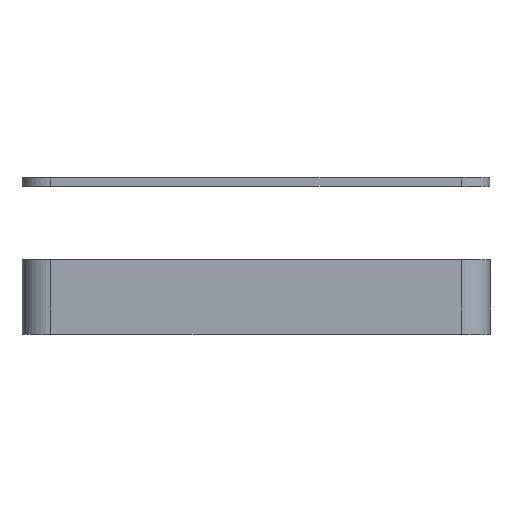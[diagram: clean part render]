
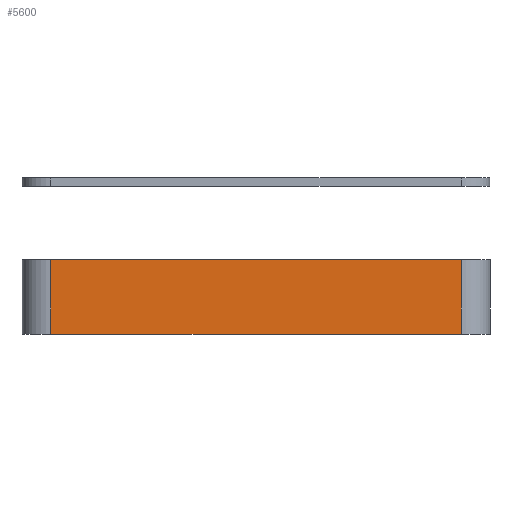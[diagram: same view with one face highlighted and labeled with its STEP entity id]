
A CAD part, left-side view. The second image highlights one B-rep face of the part: STEP entity #5600.
In plain terms, the highlighted planar face has unit normal (-1, 0, 0).
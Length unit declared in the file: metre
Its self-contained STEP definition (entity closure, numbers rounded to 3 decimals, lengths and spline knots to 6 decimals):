
#342=LINE('',#8323,#759);
#343=LINE('',#8326,#760);
#344=LINE('',#8328,#761);
#345=LINE('',#8330,#762);
#759=VECTOR('',#6801,1.);
#760=VECTOR('',#6802,1.);
#761=VECTOR('',#6803,1.);
#762=VECTOR('',#6804,1.);
#1167=PLANE('',#6116);
#1628=ORIENTED_EDGE('',*,*,#3100,.F.);
#1629=ORIENTED_EDGE('',*,*,#3101,.T.);
#1630=ORIENTED_EDGE('',*,*,#3102,.T.);
#1631=ORIENTED_EDGE('',*,*,#3103,.T.);
#3100=EDGE_CURVE('',#3887,#3888,#342,.T.);
#3101=EDGE_CURVE('',#3887,#3889,#343,.T.);
#3102=EDGE_CURVE('',#3889,#3890,#344,.T.);
#3103=EDGE_CURVE('',#3890,#3888,#345,.F.);
#3887=VERTEX_POINT('',#8324);
#3888=VERTEX_POINT('',#8325);
#3889=VERTEX_POINT('',#8327);
#3890=VERTEX_POINT('',#8329);
#4633=EDGE_LOOP('',(#1628,#1629,#1630,#1631));
#5142=FACE_BOUND('',#4633,.T.);
#5600=ADVANCED_FACE('',(#5142),#1167,.F.);
#6116=AXIS2_PLACEMENT_3D('',#8322,#6799,#6800);
#6799=DIRECTION('',(1.,0.,0.));
#6800=DIRECTION('',(0.,1.,0.));
#6801=DIRECTION('',(0.,-1.,0.));
#6802=DIRECTION('',(0.,0.,-1.));
#6803=DIRECTION('',(0.,-1.,0.));
#6804=DIRECTION('',(0.,0.,-1.));
#8322=CARTESIAN_POINT('',(-0.040956,0.,0.013));
#8323=CARTESIAN_POINT('',(-0.040956,0.,0.013));
#8324=CARTESIAN_POINT('',(-0.040956,0.035956,0.013));
#8325=CARTESIAN_POINT('',(-0.040956,-0.035956,0.013));
#8326=CARTESIAN_POINT('',(-0.040956,0.035956,0.));
#8327=CARTESIAN_POINT('',(-0.040956,0.035956,0.));
#8328=CARTESIAN_POINT('',(-0.040956,0.,0.));
#8329=CARTESIAN_POINT('',(-0.040956,-0.035956,0.));
#8330=CARTESIAN_POINT('',(-0.040956,-0.035956,0.013));
